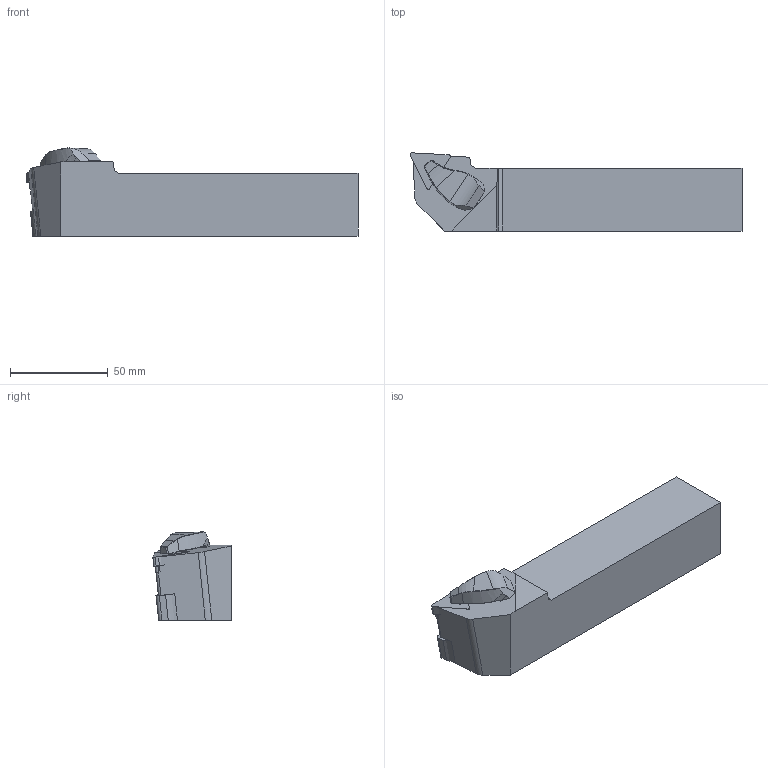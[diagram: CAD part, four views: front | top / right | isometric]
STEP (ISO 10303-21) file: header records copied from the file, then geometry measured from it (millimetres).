
FILE_DESCRIPTION(/* description */ (''),/* implementation_level */ '2;1');
FILE_NAME(/* name */ 'TTJNL-3232-P22-H.stp',/* time_stamp */ '2023-10-17T19:40:51+03:00',/* author */ (''),/* organization */ (''),/* preprocessor_version */ 'ST-DEVELOPER v19.4',/* originating_system */ 'SIEMENS PLM Software NX2306.3001',/* authorisation */ '');
FILE_SCHEMA (('AUTOMOTIVE_DESIGN { 1 0 10303 214 3 1 1 1 }'));
Length unit declared in the file: millimetre
Products named in the file (1): TTJNR-3232-P22-H
Bounding box: 169.47 x 39.93 x 45.01 mm (x, y, z)
Volume: 180055.2 mm3; surface area: 25869.4 mm2
Topology: 2 solids, 2 shells, 116 faces, 297 edges, 185 vertices
Faces by surface type: plane 59, bspline 21, cylinder 20, cone 13, extrusion 2, torus 1
Entity records: 3685 total; most frequent: CARTESIAN_POINT 1053, ORIENTED_EDGE 590, DIRECTION 456, EDGE_CURVE 295, VERTEX_POINT 185, VECTOR 154, LINE 152, AXIS2_PLACEMENT_3D 151
